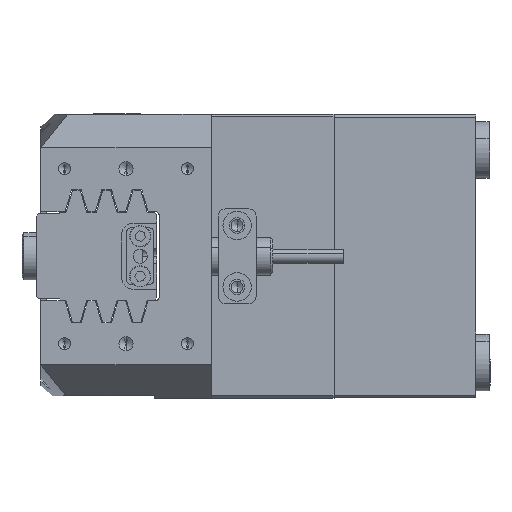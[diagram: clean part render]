
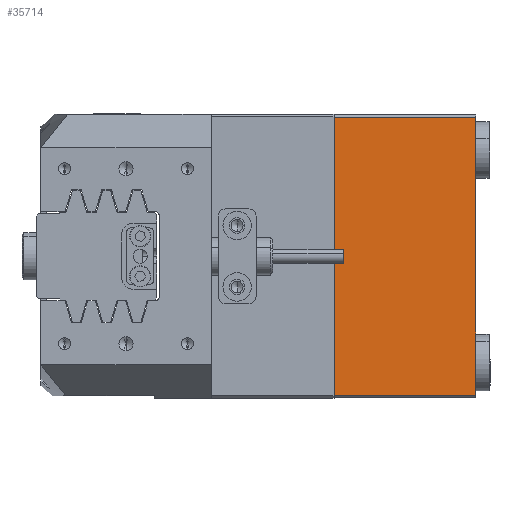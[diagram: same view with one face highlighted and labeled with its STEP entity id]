
A CAD part, left-side view. The second image highlights one B-rep face of the part: STEP entity #35714.
In plain terms, the highlighted planar face has unit normal (-1, 0, 0).
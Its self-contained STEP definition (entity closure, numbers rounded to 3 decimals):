
#2085 = VERTEX_POINT ( 'NONE', #32329 ) ;
#6745 = DIRECTION ( 'NONE',  ( 0., 0., -1. ) ) ;
#8667 = FACE_OUTER_BOUND ( 'NONE', #24478, .T. ) ;
#9239 = CARTESIAN_POINT ( 'NONE',  ( -50.5, 29.9, -30. ) ) ;
#10839 = DIRECTION ( 'NONE',  ( 1., 0., 0. ) ) ;
#11028 = LINE ( 'NONE', #12367, #39640 ) ;
#12308 = EDGE_CURVE ( 'NONE', #22872, #26512, #19615, .T. ) ;
#12367 = CARTESIAN_POINT ( 'NONE',  ( -50.5, -29.4, -30. ) ) ;
#13567 = PLANE ( 'NONE',  #36115 ) ;
#15103 = DIRECTION ( 'NONE',  ( 0., 0., 1. ) ) ;
#15691 = CARTESIAN_POINT ( 'NONE',  ( -50.5, 29.4, -30. ) ) ;
#16013 = EDGE_CURVE ( 'NONE', #2085, #22872, #11028, .T. ) ;
#17073 = CARTESIAN_POINT ( 'NONE',  ( -50.5, 29.9, -30. ) ) ;
#17258 = DIRECTION ( 'NONE',  ( 0., 1., 0. ) ) ;
#18236 = EDGE_CURVE ( 'NONE', #2085, #40098, #18639, .T. ) ;
#18639 = LINE ( 'NONE', #9239, #24949 ) ;
#19615 = LINE ( 'NONE', #35981, #38043 ) ;
#20955 = CARTESIAN_POINT ( 'NONE',  ( -50.5, 29.4, 0. ) ) ;
#21694 = CARTESIAN_POINT ( 'NONE',  ( -50.5, 29.4, -30. ) ) ;
#22387 = VECTOR ( 'NONE', #6745, 1000. ) ;
#22765 = DIRECTION ( 'NONE',  ( 0., 1., 0. ) ) ;
#22872 = VERTEX_POINT ( 'NONE', #29497 ) ;
#24478 = EDGE_LOOP ( 'NONE', ( #38682, #33601, #36951, #31466 ) ) ;
#24949 = VECTOR ( 'NONE', #37557, 1000. ) ;
#26512 = VERTEX_POINT ( 'NONE', #20955 ) ;
#29497 = CARTESIAN_POINT ( 'NONE',  ( -50.5, -29.4, 0. ) ) ;
#30695 = LINE ( 'NONE', #15691, #22387 ) ;
#31466 = ORIENTED_EDGE ( 'NONE', *, *, #16013, .T. ) ;
#32329 = CARTESIAN_POINT ( 'NONE',  ( -50.5, -29.4, -30. ) ) ;
#32645 = EDGE_CURVE ( 'NONE', #26512, #40098, #30695, .T. ) ;
#33601 = ORIENTED_EDGE ( 'NONE', *, *, #32645, .T. ) ;
#35714 = ADVANCED_FACE ( 'NONE', ( #8667 ), #13567, .F. ) ;
#35981 = CARTESIAN_POINT ( 'NONE',  ( -50.5, 29.9, 0. ) ) ;
#36115 = AXIS2_PLACEMENT_3D ( 'NONE', #17073, #10839, #22765 ) ;
#36951 = ORIENTED_EDGE ( 'NONE', *, *, #18236, .F. ) ;
#37557 = DIRECTION ( 'NONE',  ( 0., 1., 0. ) ) ;
#38043 = VECTOR ( 'NONE', #17258, 1000. ) ;
#38682 = ORIENTED_EDGE ( 'NONE', *, *, #12308, .T. ) ;
#39640 = VECTOR ( 'NONE', #15103, 1000. ) ;
#40098 = VERTEX_POINT ( 'NONE', #21694 ) ;
